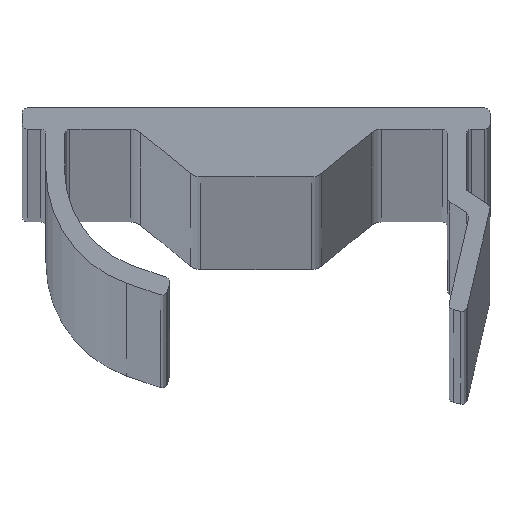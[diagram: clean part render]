
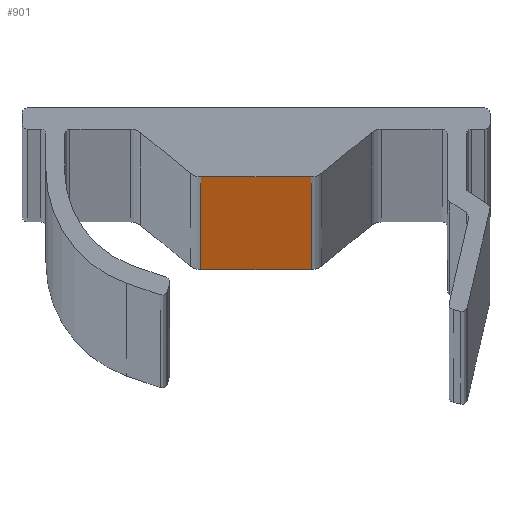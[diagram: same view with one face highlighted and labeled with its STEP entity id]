
A CAD part, top view. The second image highlights one B-rep face of the part: STEP entity #901.
In plain terms, the highlighted planar face has unit normal (0, -1, 0).
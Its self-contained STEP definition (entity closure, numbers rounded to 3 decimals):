
#19 = EDGE_LOOP ( 'NONE', ( #1391, #1211, #761, #253 ) ) ;
#75 = LINE ( 'NONE', #1165, #1156 ) ;
#141 = VERTEX_POINT ( 'NONE', #1501 ) ;
#142 = CARTESIAN_POINT ( 'NONE',  ( 1.15, -1.3, 500. ) ) ;
#214 = CARTESIAN_POINT ( 'NONE',  ( -1.043, -1.3, 500. ) ) ;
#253 = ORIENTED_EDGE ( 'NONE', *, *, #1131, .T. ) ;
#260 = VECTOR ( 'NONE', #759, 1000. ) ;
#340 = LINE ( 'NONE', #214, #840 ) ;
#347 = DIRECTION ( 'NONE',  ( 0., 0., 1. ) ) ;
#471 = VERTEX_POINT ( 'NONE', #1531 ) ;
#576 = CARTESIAN_POINT ( 'NONE',  ( 1.043, -1.3, 500. ) ) ;
#596 = LINE ( 'NONE', #1461, #1264 ) ;
#635 = DIRECTION ( 'NONE',  ( 1., 0., 0. ) ) ;
#653 = DIRECTION ( 'NONE',  ( 0., 0., -1. ) ) ;
#661 = FACE_OUTER_BOUND ( 'NONE', #19, .T. ) ;
#759 = DIRECTION ( 'NONE',  ( 0., 0., 1. ) ) ;
#761 = ORIENTED_EDGE ( 'NONE', *, *, #1087, .T. ) ;
#840 = VECTOR ( 'NONE', #653, 1000. ) ;
#888 = LINE ( 'NONE', #894, #260 ) ;
#894 = CARTESIAN_POINT ( 'NONE',  ( 1.043, -1.3, 500. ) ) ;
#895 = CARTESIAN_POINT ( 'NONE',  ( 1.043, -1.3, -500. ) ) ;
#901 = ADVANCED_FACE ( 'NONE', ( #661 ), #1078, .F. ) ;
#951 = VERTEX_POINT ( 'NONE', #576 ) ;
#1054 = AXIS2_PLACEMENT_3D ( 'NONE', #142, #1363, #347 ) ;
#1078 = PLANE ( 'NONE',  #1054 ) ;
#1087 = EDGE_CURVE ( 'NONE', #471, #1222, #75, .T. ) ;
#1124 = EDGE_CURVE ( 'NONE', #141, #951, #596, .T. ) ;
#1131 = EDGE_CURVE ( 'NONE', #1222, #951, #888, .T. ) ;
#1135 = EDGE_CURVE ( 'NONE', #141, #471, #340, .T. ) ;
#1156 = VECTOR ( 'NONE', #635, 1000. ) ;
#1165 = CARTESIAN_POINT ( 'NONE',  ( 1.15, -1.3, -500. ) ) ;
#1211 = ORIENTED_EDGE ( 'NONE', *, *, #1135, .T. ) ;
#1222 = VERTEX_POINT ( 'NONE', #895 ) ;
#1264 = VECTOR ( 'NONE', #1598, 1000. ) ;
#1363 = DIRECTION ( 'NONE',  ( 0., 1., 0. ) ) ;
#1391 = ORIENTED_EDGE ( 'NONE', *, *, #1124, .F. ) ;
#1461 = CARTESIAN_POINT ( 'NONE',  ( 1.15, -1.3, 500. ) ) ;
#1501 = CARTESIAN_POINT ( 'NONE',  ( -1.043, -1.3, 500. ) ) ;
#1531 = CARTESIAN_POINT ( 'NONE',  ( -1.043, -1.3, -500. ) ) ;
#1598 = DIRECTION ( 'NONE',  ( 1., 0., 0. ) ) ;
